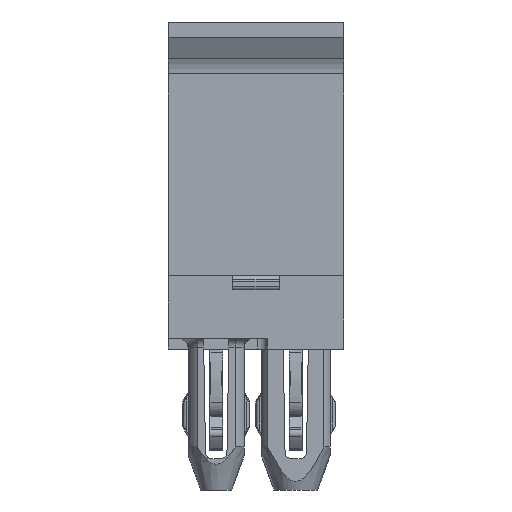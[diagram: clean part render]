
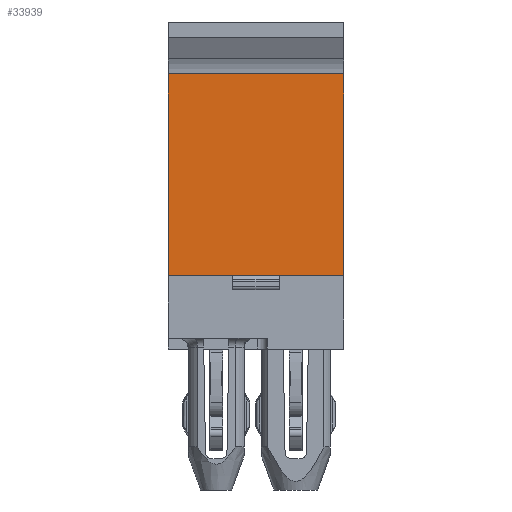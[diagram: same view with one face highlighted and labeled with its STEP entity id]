
A CAD part, left-side view. The second image highlights one B-rep face of the part: STEP entity #33939.
In plain terms, the highlighted planar face has unit normal (-1, 0, 0).
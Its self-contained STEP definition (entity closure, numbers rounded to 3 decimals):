
#1648=PLANE('',#39182);
#11043=ORIENTED_EDGE('',*,*,#16476,.F.);
#11044=ORIENTED_EDGE('',*,*,#16714,.T.);
#11045=ORIENTED_EDGE('',*,*,#16712,.T.);
#11046=ORIENTED_EDGE('',*,*,#16715,.F.);
#16476=EDGE_CURVE('',#20039,#20040,#23653,.T.);
#16712=EDGE_CURVE('',#20174,#20173,#23873,.T.);
#16714=EDGE_CURVE('',#20039,#20174,#23875,.T.);
#16715=EDGE_CURVE('',#20040,#20173,#23876,.T.);
#20039=VERTEX_POINT('',#58020);
#20040=VERTEX_POINT('',#58021);
#20173=VERTEX_POINT('',#58481);
#20174=VERTEX_POINT('',#58483);
#23653=LINE('',#58019,#27548);
#23873=LINE('',#58482,#27768);
#23875=LINE('',#58486,#27770);
#23876=LINE('',#58487,#27771);
#27548=VECTOR('',#47127,1000.);
#27768=VECTOR('',#47563,1000.);
#27770=VECTOR('',#47567,1000.);
#27771=VECTOR('',#47568,1000.);
#29924=EDGE_LOOP('',(#11043,#11044,#11045,#11046));
#31761=FACE_BOUND('',#29924,.T.);
#33939=ADVANCED_FACE('',(#31761),#1648,.F.);
#39182=AXIS2_PLACEMENT_3D('',#58485,#47565,#47566);
#47127=DIRECTION('',(0.,-1.,0.));
#47563=DIRECTION('',(0.,-1.,0.));
#47565=DIRECTION('',(1.,0.,0.));
#47566=DIRECTION('',(0.,0.,-1.));
#47567=DIRECTION('',(0.,0.,-1.));
#47568=DIRECTION('',(0.,0.,-1.));
#58019=CARTESIAN_POINT('',(-11.36,0.,0.741));
#58020=CARTESIAN_POINT('',(-11.36,2.8,0.741));
#58021=CARTESIAN_POINT('',(-11.36,-2.8,0.741));
#58481=CARTESIAN_POINT('',(-11.36,-2.8,-5.7));
#58482=CARTESIAN_POINT('',(-11.36,2.8,-5.7));
#58483=CARTESIAN_POINT('',(-11.36,2.8,-5.7));
#58485=CARTESIAN_POINT('',(-11.36,2.8,1.));
#58486=CARTESIAN_POINT('',(-11.36,2.8,0.));
#58487=CARTESIAN_POINT('',(-11.36,-2.8,0.));
